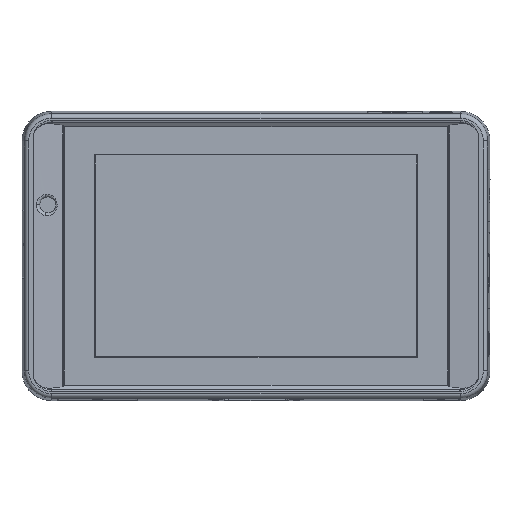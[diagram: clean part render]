
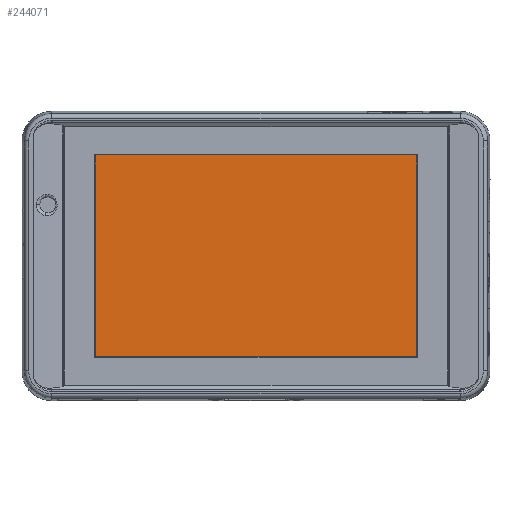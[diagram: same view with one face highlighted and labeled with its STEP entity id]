
A CAD part, top view. The second image highlights one B-rep face of the part: STEP entity #244071.
In plain terms, the highlighted planar face has unit normal (0, 0, 1).
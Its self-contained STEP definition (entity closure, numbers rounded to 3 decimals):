
#244032=CARTESIAN_POINT('',(-85.4,-56.76,0.0));
#244033=DIRECTION('',(0.0,0.0,1.0));
#244034=DIRECTION('',(1.0,0.0,0.0));
#244035=AXIS2_PLACEMENT_3D('',#244032,#244033,#244034);
#244036=PLANE('',#244035);
#244037=CARTESIAN_POINT('',(-75.4,-47.3,0.));
#244038=VERTEX_POINT('',#244037);
#244039=CARTESIAN_POINT('',(-75.4,47.3,0.));
#244040=VERTEX_POINT('',#244039);
#244041=CARTESIAN_POINT('',(-75.4,-47.3,0.));
#244042=DIRECTION('',(0.0,1.0,0.0));
#244043=VECTOR('',#244042,94.6);
#244044=LINE('',#244041,#244043);
#244045=EDGE_CURVE('',#244038,#244040,#244044,.T.);
#244046=ORIENTED_EDGE('',*,*,#244045,.F.);
#244047=CARTESIAN_POINT('',(75.4,-47.3,0.));
#244048=VERTEX_POINT('',#244047);
#244049=CARTESIAN_POINT('',(75.4,-47.3,0.));
#244050=DIRECTION('',(-1.0,0.0,0.0));
#244051=VECTOR('',#244050,150.8);
#244052=LINE('',#244049,#244051);
#244053=EDGE_CURVE('',#244048,#244038,#244052,.T.);
#244054=ORIENTED_EDGE('',*,*,#244053,.F.);
#244055=CARTESIAN_POINT('',(75.4,47.3,0.0));
#244056=VERTEX_POINT('',#244055);
#244057=CARTESIAN_POINT('',(75.4,47.3,0.));
#244058=DIRECTION('',(0.0,-1.0,0.0));
#244059=VECTOR('',#244058,94.6);
#244060=LINE('',#244057,#244059);
#244061=EDGE_CURVE('',#244056,#244048,#244060,.T.);
#244062=ORIENTED_EDGE('',*,*,#244061,.F.);
#244063=CARTESIAN_POINT('',(-75.4,47.3,0.));
#244064=DIRECTION('',(1.0,0.0,0.0));
#244065=VECTOR('',#244064,150.8);
#244066=LINE('',#244063,#244065);
#244067=EDGE_CURVE('',#244040,#244056,#244066,.T.);
#244068=ORIENTED_EDGE('',*,*,#244067,.F.);
#244069=EDGE_LOOP('',(#244046,#244054,#244062,#244068));
#244070=FACE_OUTER_BOUND('',#244069,.T.);
#244071=ADVANCED_FACE('',(#244070),#244036,.T.);
